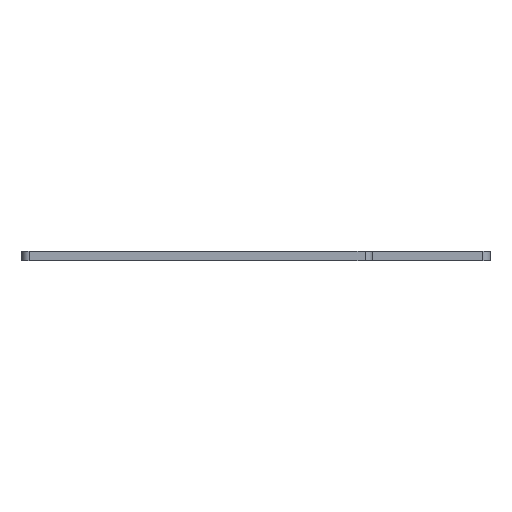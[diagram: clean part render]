
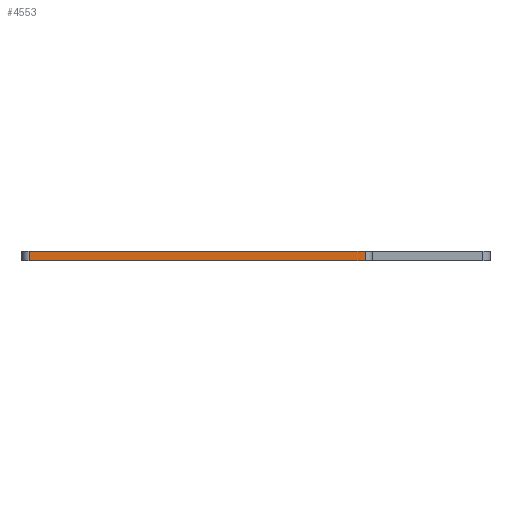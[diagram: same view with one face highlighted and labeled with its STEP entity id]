
A CAD part, left-side view. The second image highlights one B-rep face of the part: STEP entity #4553.
In plain terms, the highlighted planar face has unit normal (-1, 0, 0).
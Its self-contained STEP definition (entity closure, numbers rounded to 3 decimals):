
#790 = VERTEX_POINT('',#791);
#791 = CARTESIAN_POINT('',(40.006,-40.481,0.));
#798 = EDGE_CURVE('',#799,#790,#801,.T.);
#799 = VERTEX_POINT('',#800);
#800 = CARTESIAN_POINT('',(40.006,-96.917,0.));
#801 = LINE('',#802,#803);
#802 = CARTESIAN_POINT('',(40.006,-96.917,0.));
#803 = VECTOR('',#804,1.);
#804 = DIRECTION('',(0.,1.,0.));
#2658 = VERTEX_POINT('',#2659);
#2659 = CARTESIAN_POINT('',(40.006,-40.481,1.6));
#2666 = EDGE_CURVE('',#2667,#2658,#2669,.T.);
#2667 = VERTEX_POINT('',#2668);
#2668 = CARTESIAN_POINT('',(40.006,-96.917,1.6));
#2669 = LINE('',#2670,#2671);
#2670 = CARTESIAN_POINT('',(40.006,-96.917,1.6));
#2671 = VECTOR('',#2672,1.);
#2672 = DIRECTION('',(0.,1.,0.));
#4523 = EDGE_CURVE('',#790,#2658,#4524,.T.);
#4524 = LINE('',#4525,#4526);
#4525 = CARTESIAN_POINT('',(40.006,-40.481,0.));
#4526 = VECTOR('',#4527,1.);
#4527 = DIRECTION('',(0.,0.,1.));
#4553 = ADVANCED_FACE('',(#4554),#4565,.T.);
#4554 = FACE_BOUND('',#4555,.T.);
#4555 = EDGE_LOOP('',(#4556,#4562,#4563,#4564));
#4556 = ORIENTED_EDGE('',*,*,#4557,.T.);
#4557 = EDGE_CURVE('',#799,#2667,#4558,.T.);
#4558 = LINE('',#4559,#4560);
#4559 = CARTESIAN_POINT('',(40.006,-96.917,0.));
#4560 = VECTOR('',#4561,1.);
#4561 = DIRECTION('',(0.,0.,1.));
#4562 = ORIENTED_EDGE('',*,*,#2666,.T.);
#4563 = ORIENTED_EDGE('',*,*,#4523,.F.);
#4564 = ORIENTED_EDGE('',*,*,#798,.F.);
#4565 = PLANE('',#4566);
#4566 = AXIS2_PLACEMENT_3D('',#4567,#4568,#4569);
#4567 = CARTESIAN_POINT('',(40.006,-96.917,0.));
#4568 = DIRECTION('',(-1.,0.,0.));
#4569 = DIRECTION('',(0.,1.,0.));
